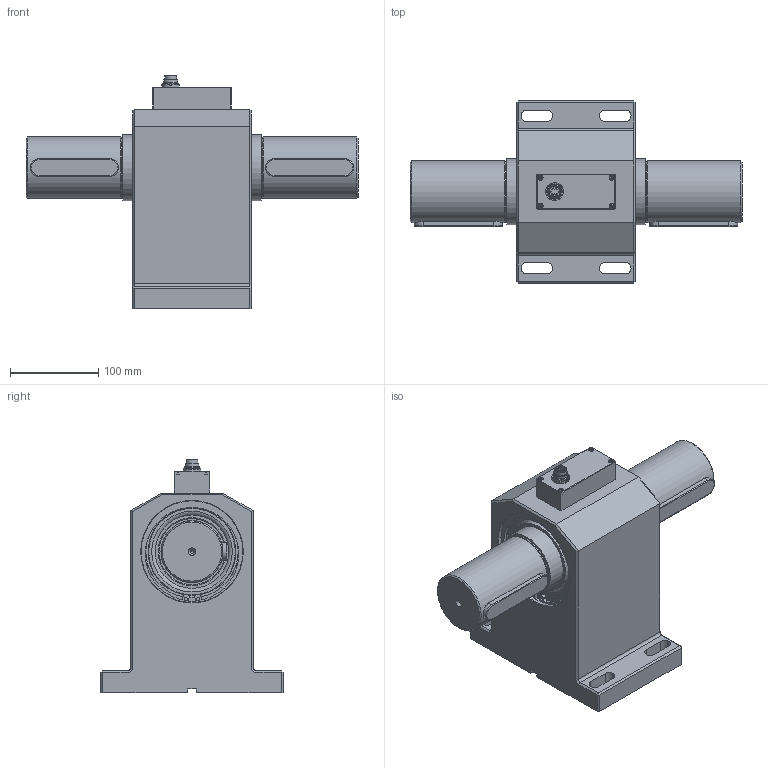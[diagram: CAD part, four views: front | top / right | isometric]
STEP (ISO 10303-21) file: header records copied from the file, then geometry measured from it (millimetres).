
FILE_DESCRIPTION( ( 'Unknown' ), '1' );
FILE_NAME( '2306-Z05_Drehmomentsensor_DOC-00064006.stp', 'Unknown', ( 'Unknown' ), ( 'Unknown' ), 'PSStep 17.0.49', 'Unknown', ' ' );
FILE_SCHEMA( ( 'AUTOMOTIVE_DESIGN { 1 0 10303 214 1 1 1 1 }' ) );
Length unit declared in the file: millimetre
Products named in the file (29): 2247-b05_doc-00045639; 2247-003_doc-00016120; Zylinderschraube DIN 912-M3x25; Zylinderschraube DIN 912-M3x25-oa1; Zylinderschraube DIN 912-M3x25-oa2; Zylinderschraube DIN 912-M3x25-oa3; 2306-b01_doc-00051358; 2306-001_doc-00047995; DIN 625-T1-6015-2RS_75x115x20; Sicherungsring DIN 472-115x4-T1; Sicherungsring DIN 472-115x4-T1-oa0; 2300-B10_DOC-00061804_DOC-00061804; DIN 625-T1-6015-2Z_75x115x20; 2300-017_DOC-00061807_DOC-00061807; Paßfeder A20x12x100 DIN 6885-T2; Paßfeder A20x12x100 DIN 6885-T2-oa4; Assem1; flanschstecker 12-polig serie 723; mutter_09-0323-89-06_DOC-00067592
Assembly tree (28 placements, depth 3):
  Assem1
    flanschstecker 12-polig serie 723
    mutter_09-0323-89-06_DOC-00067592
    2306-b01_doc-00051358
      2306-001_doc-00047995
      DIN 625-T1-6015-2RS_75x115x20
      DIN 625-T1-6015-2RS_75x115x20
      DIN 625-T1-6015-2RS_75x115x20
      DIN 625-T1-6015-2RS_75x115x20
      DIN 625-T1-6015-2RS_75x115x20
      DIN 625-T1-6015-2RS_75x115x20
      DIN 625-T1-6015-2RS_75x115x20
      Sicherungsring DIN 472-115x4-T1
      Sicherungsring DIN 472-115x4-T1-oa0
    2247-b05_doc-00045639
      2247-003_doc-00016120
      Zylinderschraube DIN 912-M3x25
      Zylinderschraube DIN 912-M3x25-oa1
      Zylinderschraube DIN 912-M3x25-oa2
      Zylinderschraube DIN 912-M3x25-oa3
    2300-B10_DOC-00061804_DOC-00061804
      DIN 625-T1-6015-2Z_75x115x20
      DIN 625-T1-6015-2Z_75x115x20
      DIN 625-T1-6015-2Z_75x115x20
      DIN 625-T1-6015-2Z_75x115x20
      DIN 625-T1-6015-2Z_75x115x20
      2300-017_DOC-00061807_DOC-00061807
      Paßfeder A20x12x100 DIN 6885-T2
      Paßfeder A20x12x100 DIN 6885-T2-oa4
Bounding box: 377 x 207 x 264.7 mm (x, y, z)
Volume: 4710957.4 mm3; surface area: 505258 mm2
Topology: 25 solids, 27 shells, 454 faces, 937 edges, 598 vertices
Faces by surface type: plane 230, cylinder 152, cone 42, torus 30
Full cylindrical faces by diameter (mm): 1 x24, 2.387 x4, 3 x8, 3.4 x4, 3.5 x4, 4 x2, 5.5 x4, 6 x4, 12 x1, 13.5 x1, 15 x1, 15.875 x1, 17.188 x1, 17.462 x1, 17.8 x1, 20 x2, 69.4 x2, 70 x2, 75 x3, 83.3 x4, 83.32 x2, 91.63 x4, 99.75 x4, 104.86 x2, 104.88 x4, 104.98 x4, 105 x4, 115 x3, 115.5 x2, 119 x2
Entity records: 15296 total; most frequent: CARTESIAN_POINT 2112, DIRECTION 2038, ORIENTED_EDGE 1452, AXIS2_PLACEMENT_3D 858, EDGE_LOOP 730, EDGE_CURVE 726, FACE_OUTER_BOUND 573, VERTEX_POINT 564
